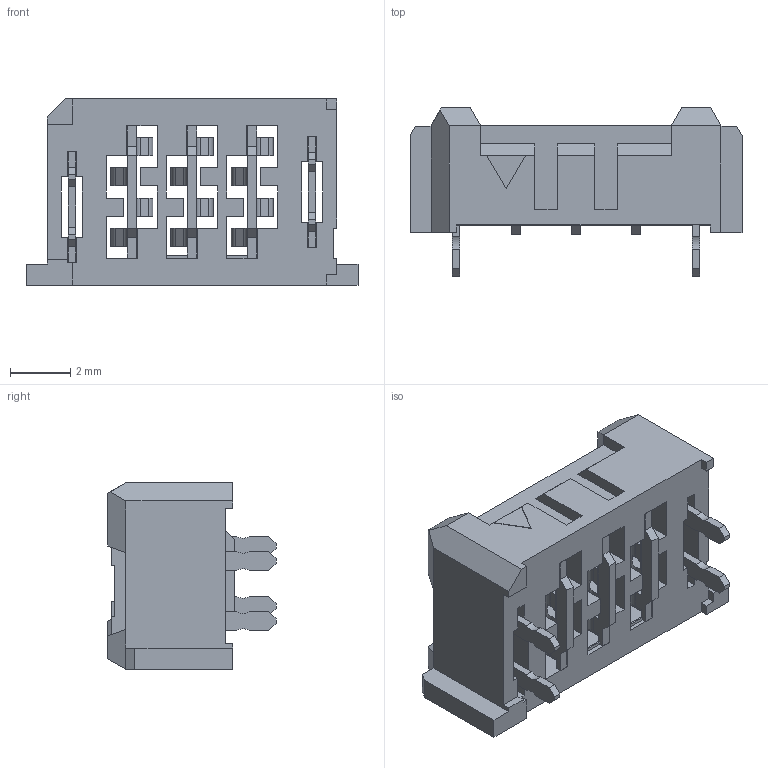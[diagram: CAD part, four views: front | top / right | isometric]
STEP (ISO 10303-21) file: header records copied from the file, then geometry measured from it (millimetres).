
FILE_DESCRIPTION( ( 'STEP AP203' ), '1' );
FILE_NAME( 'UMPS-03-03.5-T-VT-SM-WT.stp', '2020-12-23T11:37:19', ( 'License CC BY-ND 4.0' ), ( 'CADENAS' ), ' ', 'PARTsolutions', ' ' );
FILE_SCHEMA( ( 'CONFIG_CONTROL_DESIGN' ) );
Length unit declared in the file: millimetre
Products named in the file (4): UMPS-03-03.5-T-VT-SM-WT; _03-03.5--WT_BODY; _UMPS-03-03.5-SM_PINS; _03-03.5-SM_PINS2
Assembly tree (3 placements, depth 2):
  UMPS-03-03.5-T-VT-SM-WT
    _03-03.5--WT_BODY
    _UMPS-03-03.5-SM_PINS
    _03-03.5-SM_PINS2
Bounding box: 11.05 x 5.6 x 6.2 mm (x, y, z)
Volume: 146.8 mm3; surface area: 570.3 mm2
Topology: 3 solids, 3 shells, 429 faces, 1259 edges, 833 vertices
Faces by surface type: plane 361, cylinder 68
Entity records: 14222 total; most frequent: CARTESIAN_POINT 2525, ORIENTED_EDGE 2518, DIRECTION 2261, EDGE_CURVE 1259, LINE 1123, VECTOR 1123, VERTEX_POINT 833, AXIS2_PLACEMENT_3D 569
